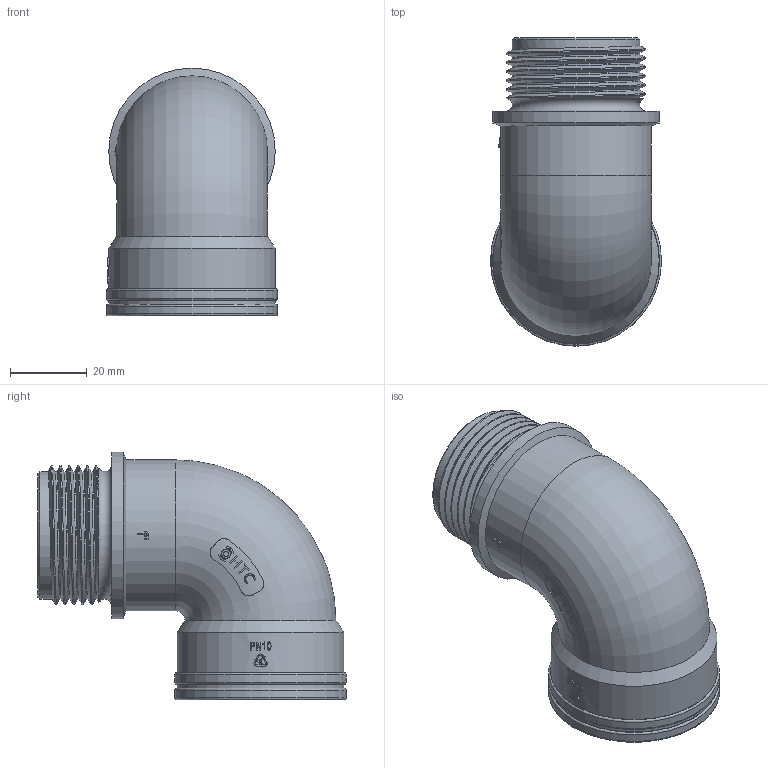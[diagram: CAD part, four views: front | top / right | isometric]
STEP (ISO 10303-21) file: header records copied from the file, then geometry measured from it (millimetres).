
FILE_DESCRIPTION(/* description */ (''),/* implementation_level */ '2;1');
FILE_NAME(/* name */ '1弯.stp',/* time_stamp */ '2025-03-22T17:17:50+08:00',/* author */ (''),/* organization */ (''),/* preprocessor_version */ 'ST-DEVELOPER v16.7',/* originating_system */ 'SIEMENS PLM Software NX 12.0',/* authorisation */ '');
FILE_SCHEMA (('AUTOMOTIVE_DESIGN { 1 0 10303 214 3 1 1 1 }'));
Length unit declared in the file: millimetre
Products named in the file (1): Admi832CE1CEim8r
Bounding box: 44.64 x 80.4 x 64.64 mm (x, y, z)
Volume: 66215.7 mm3; surface area: 23615.7 mm2
Topology: 1 solids, 1 shells, 488 faces, 1374 edges, 927 vertices
Faces by surface type: plane 358, cylinder 51, cone 30, extrusion 26, torus 15, bspline 8
Full cylindrical faces by diameter (mm): 1.368 x1, 2.367 x1, 23.23 x2, 33.33 x5, 33.835 x1, 39.39 x1, 43.43 x3, 44.642 x2
Entity records: 19472 total; most frequent: CARTESIAN_POINT 6955, ORIENTED_EDGE 2680, DIRECTION 2635, EDGE_CURVE 1340, AXIS2_PLACEMENT_3D 1086, VERTEX_POINT 920, EDGE_LOOP 546, ELLIPSE 495
